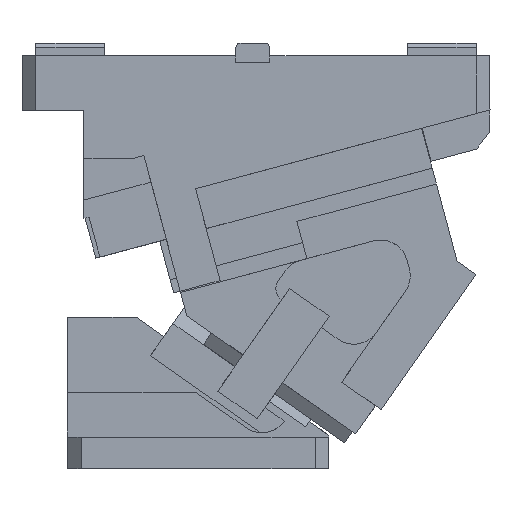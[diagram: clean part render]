
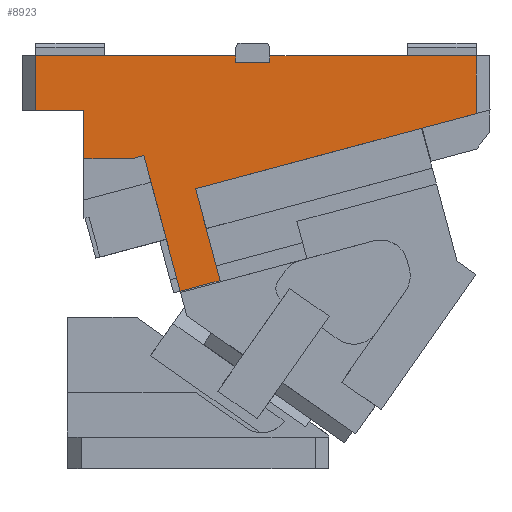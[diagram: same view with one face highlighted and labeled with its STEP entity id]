
A CAD part, front view. The second image highlights one B-rep face of the part: STEP entity #8923.
In plain terms, the highlighted planar face has unit normal (0, -1, 0).
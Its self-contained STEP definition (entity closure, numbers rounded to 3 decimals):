
#3458=CARTESIAN_POINT('Vertex',(-23.,-82.5,300.)) ;
#3461=CARTESIAN_POINT('Line Origine',(49.578,-82.5,300.)) ;
#3465=CARTESIAN_POINT('Vertex',(122.157,-82.5,300.)) ;
#3790=CARTESIAN_POINT('Vertex',(12.,-82.5,260.)) ;
#3793=CARTESIAN_POINT('Line Origine',(-5.5,-82.5,260.)) ;
#3797=CARTESIAN_POINT('Vertex',(-23.,-82.5,260.)) ;
#4114=CARTESIAN_POINT('Vertex',(12.,-82.5,225.)) ;
#4117=CARTESIAN_POINT('Line Origine',(12.,-82.5,242.5)) ;
#5055=CARTESIAN_POINT('Vertex',(55.548,-82.5,227.453)) ;
#5058=CARTESIAN_POINT('Line Origine',(50.971,-82.5,226.226)) ;
#5062=CARTESIAN_POINT('Vertex',(46.394,-82.5,225.)) ;
#5717=CARTESIAN_POINT('Vertex',(297.,-82.5,257.986)) ;
#5731=CARTESIAN_POINT('Vertex',(297.,-82.5,300.)) ;
#5734=CARTESIAN_POINT('Line Origine',(297.,-82.5,278.993)) ;
#5860=CARTESIAN_POINT('Vertex',(147.157,-82.5,300.)) ;
#5863=CARTESIAN_POINT('Line Origine',(222.078,-82.5,300.)) ;
#6058=CARTESIAN_POINT('Vertex',(147.157,-82.5,295.)) ;
#6061=CARTESIAN_POINT('Line Origine',(147.157,-82.5,297.5)) ;
#8062=CARTESIAN_POINT('Line Origine',(96.436,-82.5,132.811)) ;
#8066=CARTESIAN_POINT('Vertex',(110.925,-82.5,136.693)) ;
#8068=CARTESIAN_POINT('Vertex',(81.947,-82.5,128.928)) ;
#8097=CARTESIAN_POINT('Vertex',(122.157,-82.5,295.)) ;
#8100=CARTESIAN_POINT('Line Origine',(134.657,-82.5,295.)) ;
#8153=CARTESIAN_POINT('Line Origine',(101.996,-82.5,170.017)) ;
#8157=CARTESIAN_POINT('Vertex',(93.067,-82.5,203.342)) ;
#8345=CARTESIAN_POINT('Line Origine',(68.748,-82.5,178.191)) ;
#8377=CARTESIAN_POINT('Line Origine',(195.033,-82.5,230.664)) ;
#8555=CARTESIAN_POINT('Line Origine',(29.197,-82.5,225.)) ;
#8884=CARTESIAN_POINT('Line Origine',(122.157,-82.5,297.5)) ;
#8896=CARTESIAN_POINT('Axis2P3D Location',(92.713,-82.5,211.939)) ;
#8901=CARTESIAN_POINT('Line Origine',(-23.,-82.5,280.)) ;
#3462=DIRECTION('Vector Direction',(-1.,0.,0.)) ;
#3794=DIRECTION('Vector Direction',(1.,0.,0.)) ;
#4118=DIRECTION('Vector Direction',(0.,0.,-1.)) ;
#5059=DIRECTION('Vector Direction',(0.966,0.,0.259)) ;
#5735=DIRECTION('Vector Direction',(0.,0.,1.)) ;
#5864=DIRECTION('Vector Direction',(-1.,0.,0.)) ;
#6062=DIRECTION('Vector Direction',(0.,0.,-1.)) ;
#8063=DIRECTION('Vector Direction',(-0.966,0.,-0.259)) ;
#8101=DIRECTION('Vector Direction',(1.,0.,0.)) ;
#8154=DIRECTION('Vector Direction',(-0.259,0.,0.966)) ;
#8346=DIRECTION('Vector Direction',(0.259,0.,-0.966)) ;
#8378=DIRECTION('Vector Direction',(-0.966,0.,-0.259)) ;
#8556=DIRECTION('Vector Direction',(-1.,0.,0.)) ;
#8885=DIRECTION('Vector Direction',(0.,0.,-1.)) ;
#8897=DIRECTION('Axis2P3D Direction',(-0.,-1.,0.)) ;
#8898=DIRECTION('Axis2P3D XDirection',(-0.966,0.,0.259)) ;
#8902=DIRECTION('Vector Direction',(0.,0.,1.)) ;
#8899=AXIS2_PLACEMENT_3D('Plane Axis2P3D',#8896,#8897,#8898) ;
#8907=ORIENTED_EDGE('',*,*,#8381,.F.) ;
#8908=ORIENTED_EDGE('',*,*,#5738,.T.) ;
#8909=ORIENTED_EDGE('',*,*,#5867,.T.) ;
#8910=ORIENTED_EDGE('',*,*,#6065,.T.) ;
#8911=ORIENTED_EDGE('',*,*,#8104,.F.) ;
#8912=ORIENTED_EDGE('',*,*,#8888,.F.) ;
#8913=ORIENTED_EDGE('',*,*,#3467,.T.) ;
#8914=ORIENTED_EDGE('',*,*,#8905,.F.) ;
#8915=ORIENTED_EDGE('',*,*,#3799,.T.) ;
#8916=ORIENTED_EDGE('',*,*,#4121,.T.) ;
#8917=ORIENTED_EDGE('',*,*,#8559,.F.) ;
#8918=ORIENTED_EDGE('',*,*,#5064,.T.) ;
#8919=ORIENTED_EDGE('',*,*,#8349,.T.) ;
#8920=ORIENTED_EDGE('',*,*,#8070,.F.) ;
#8921=ORIENTED_EDGE('',*,*,#8159,.T.) ;
#3463=VECTOR('Line Direction',#3462,1.) ;
#3795=VECTOR('Line Direction',#3794,1.) ;
#4119=VECTOR('Line Direction',#4118,1.) ;
#5060=VECTOR('Line Direction',#5059,1.) ;
#5736=VECTOR('Line Direction',#5735,1.) ;
#5865=VECTOR('Line Direction',#5864,1.) ;
#6063=VECTOR('Line Direction',#6062,1.) ;
#8064=VECTOR('Line Direction',#8063,1.) ;
#8102=VECTOR('Line Direction',#8101,1.) ;
#8155=VECTOR('Line Direction',#8154,1.) ;
#8347=VECTOR('Line Direction',#8346,1.) ;
#8379=VECTOR('Line Direction',#8378,1.) ;
#8557=VECTOR('Line Direction',#8556,1.) ;
#8886=VECTOR('Line Direction',#8885,1.) ;
#8903=VECTOR('Line Direction',#8902,1.) ;
#8923=ADVANCED_FACE('CAM HOLDER',(#8922),#8900,.T.) ;
#3467=EDGE_CURVE('',#3466,#3459,#3464,.T.) ;
#3799=EDGE_CURVE('',#3798,#3791,#3796,.T.) ;
#4121=EDGE_CURVE('',#3791,#4115,#4120,.T.) ;
#5064=EDGE_CURVE('',#5063,#5056,#5061,.T.) ;
#5738=EDGE_CURVE('',#5718,#5732,#5737,.T.) ;
#5867=EDGE_CURVE('',#5732,#5861,#5866,.T.) ;
#6065=EDGE_CURVE('',#5861,#6059,#6064,.T.) ;
#8070=EDGE_CURVE('',#8067,#8069,#8065,.T.) ;
#8104=EDGE_CURVE('',#8098,#6059,#8103,.T.) ;
#8159=EDGE_CURVE('',#8067,#8158,#8156,.T.) ;
#8349=EDGE_CURVE('',#5056,#8069,#8348,.T.) ;
#8381=EDGE_CURVE('',#5718,#8158,#8380,.T.) ;
#8559=EDGE_CURVE('',#5063,#4115,#8558,.T.) ;
#8888=EDGE_CURVE('',#3466,#8098,#8887,.T.) ;
#8905=EDGE_CURVE('',#3798,#3459,#8904,.T.) ;
#8906=EDGE_LOOP('',(#8907,#8908,#8909,#8910,#8911,#8912,#8913,#8914,#8915,#8916,#8917,#8918,#8919,#8920,#8921)) ;
#8922=FACE_OUTER_BOUND('',#8906,.T.) ;
#3464=LINE('Line',#3461,#3463) ;
#3796=LINE('Line',#3793,#3795) ;
#4120=LINE('Line',#4117,#4119) ;
#5061=LINE('Line',#5058,#5060) ;
#5737=LINE('Line',#5734,#5736) ;
#5866=LINE('Line',#5863,#5865) ;
#6064=LINE('Line',#6061,#6063) ;
#8065=LINE('Line',#8062,#8064) ;
#8103=LINE('Line',#8100,#8102) ;
#8156=LINE('Line',#8153,#8155) ;
#8348=LINE('Line',#8345,#8347) ;
#8380=LINE('Line',#8377,#8379) ;
#8558=LINE('Line',#8555,#8557) ;
#8887=LINE('Line',#8884,#8886) ;
#8904=LINE('Line',#8901,#8903) ;
#8900=PLANE('Plane',#8899) ;
#3459=VERTEX_POINT('',#3458) ;
#3466=VERTEX_POINT('',#3465) ;
#3791=VERTEX_POINT('',#3790) ;
#3798=VERTEX_POINT('',#3797) ;
#4115=VERTEX_POINT('',#4114) ;
#5056=VERTEX_POINT('',#5055) ;
#5063=VERTEX_POINT('',#5062) ;
#5718=VERTEX_POINT('',#5717) ;
#5732=VERTEX_POINT('',#5731) ;
#5861=VERTEX_POINT('',#5860) ;
#6059=VERTEX_POINT('',#6058) ;
#8067=VERTEX_POINT('',#8066) ;
#8069=VERTEX_POINT('',#8068) ;
#8098=VERTEX_POINT('',#8097) ;
#8158=VERTEX_POINT('',#8157) ;
